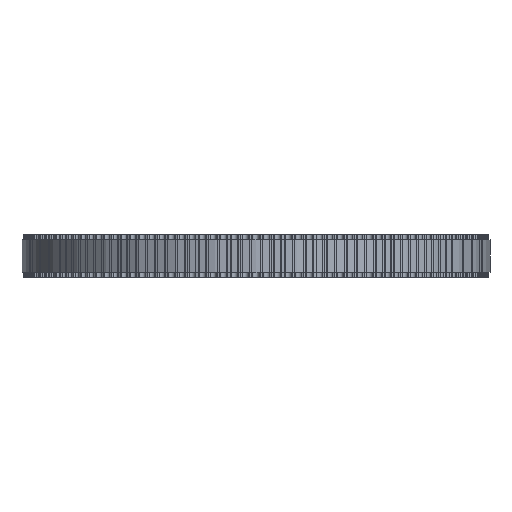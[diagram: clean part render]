
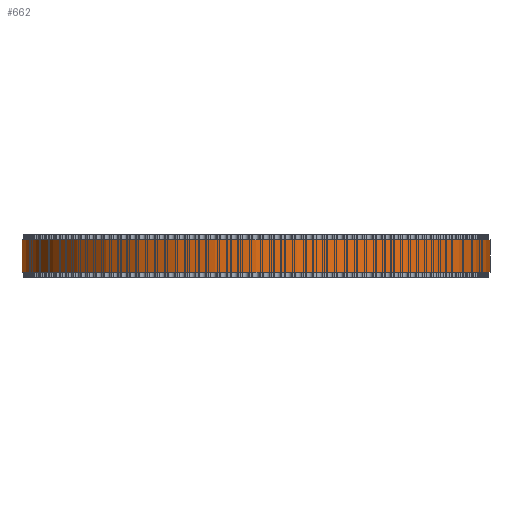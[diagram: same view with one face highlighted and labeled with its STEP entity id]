
A CAD part, front view. The second image highlights one B-rep face of the part: STEP entity #662.
In plain terms, the highlighted cylindrical face has radius 42.972 mm (diameter 85.944 mm), a full revolution.
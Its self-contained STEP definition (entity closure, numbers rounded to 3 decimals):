
#97=FACE_BOUND('',#2288,.T.);
#98=FACE_BOUND('',#2289,.T.);
#662=ADVANCED_FACE('',(#97,#98),#1203,.T.);
#1203=CYLINDRICAL_SURFACE('',#12023,42.972);
#2288=EDGE_LOOP('',(#6610));
#2289=EDGE_LOOP('',(#6611));
#6610=ORIENTED_EDGE('',*,*,#9314,.T.);
#6611=ORIENTED_EDGE('',*,*,#9315,.T.);
#7692=VERTEX_POINT('',#19060);
#7693=VERTEX_POINT('',#19062);
#9314=EDGE_CURVE('',#7692,#7692,#10396,.T.);
#9315=EDGE_CURVE('',#7693,#7693,#10397,.T.);
#10396=CIRCLE('',#12021,42.972);
#10397=CIRCLE('',#12022,42.972);
#12021=AXIS2_PLACEMENT_3D('',#19059,#15810,#15811);
#12022=AXIS2_PLACEMENT_3D('',#19061,#15812,#15813);
#12023=AXIS2_PLACEMENT_3D('',#19063,#15814,#15815);
#15810=DIRECTION('',(0.,0.,1.));
#15811=DIRECTION('',(1.,0.,0.));
#15812=DIRECTION('',(0.,0.,-1.));
#15813=DIRECTION('',(1.,0.,0.));
#15814=DIRECTION('',(0.,0.,1.));
#15815=DIRECTION('',(1.,0.,0.));
#19059=CARTESIAN_POINT('',(0.,0.,1.));
#19060=CARTESIAN_POINT('',(42.972,0.,1.));
#19061=CARTESIAN_POINT('',(0.,0.,7.));
#19062=CARTESIAN_POINT('',(42.972,0.,7.));
#19063=CARTESIAN_POINT('',(0.,0.,1.));
